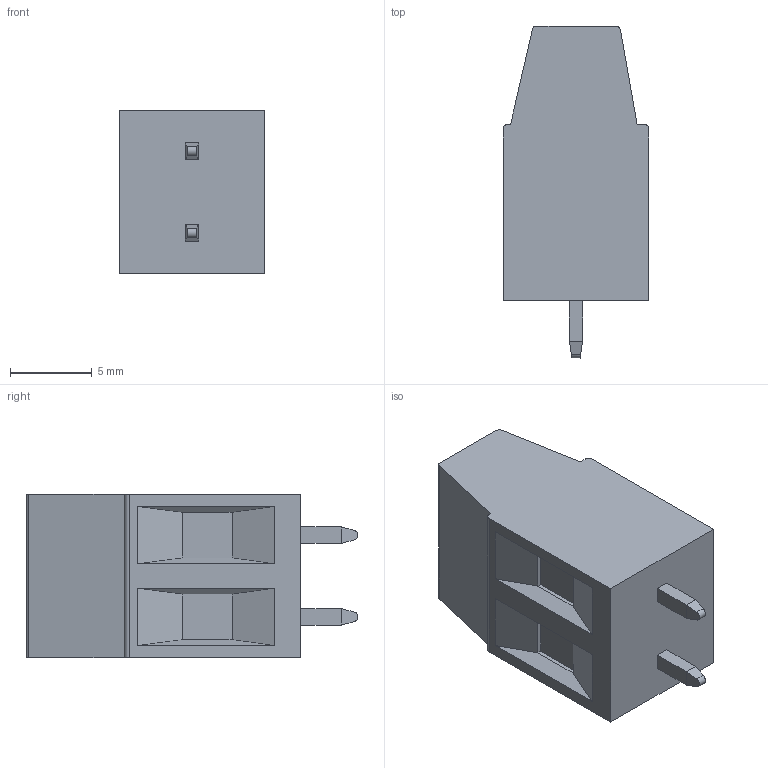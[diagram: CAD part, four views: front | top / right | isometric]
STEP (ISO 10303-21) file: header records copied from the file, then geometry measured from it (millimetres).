
FILE_DESCRIPTION((''),'2;1');
FILE_NAME('PRT0050','2024-11-02T',('yanfa'),(''),'PRO/ENGINEER BY PARAMETRIC TECHNOLOGY CORPORATION, 2009280','PRO/ENGINEER BY PARAMETRIC TECHNOLOGY CORPORATION, 2009280','');
FILE_SCHEMA(('AUTOMOTIVE_DESIGN_CC2 { 1 2 10303 214 -1 1 5 2 }'));
Length unit declared in the file: millimetre
Products named in the file (1): PRT0050
Bounding box: 8.9 x 20.3 x 10 mm (x, y, z)
Volume: 1268.5 mm3; surface area: 920.8 mm2
Topology: 1 solids, 1 shells, 90 faces, 208 edges, 128 vertices
Faces by surface type: plane 56, cylinder 22, cone 8, torus 4
Entity records: 2621 total; most frequent: CARTESIAN_POINT 532, DIRECTION 428, ORIENTED_EDGE 416, EDGE_CURVE 208, VECTOR 144, LINE 144, AXIS2_PLACEMENT_3D 142, VERTEX_POINT 128
